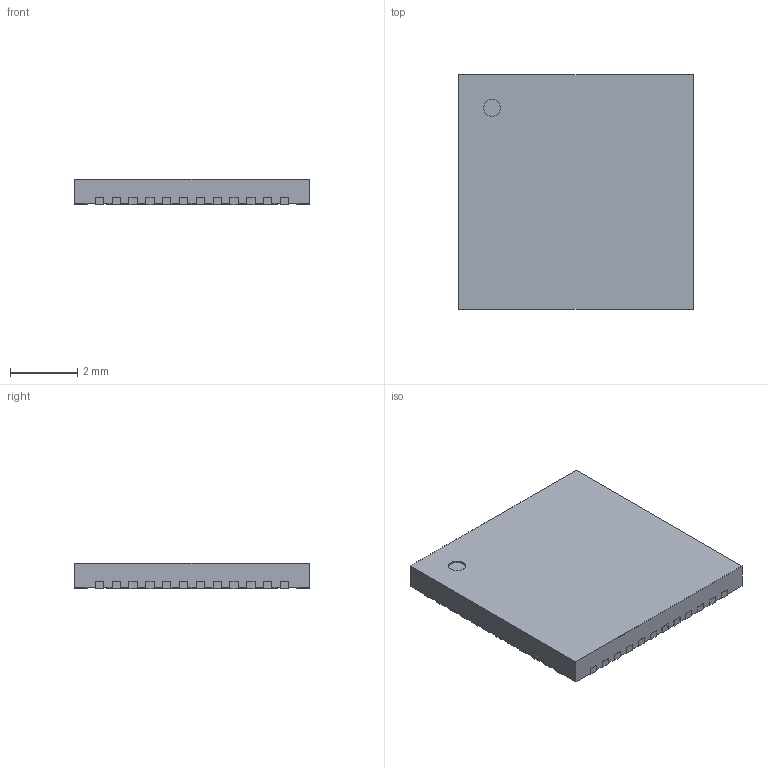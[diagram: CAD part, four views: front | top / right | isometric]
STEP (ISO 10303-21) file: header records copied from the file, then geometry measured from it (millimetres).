
FILE_DESCRIPTION(/* description */ ('model of TQFN-48-1EP_7x7mm_P0.5mm_EP5.1x5.1mm'),/* implementation_level */ '2;1');
FILE_NAME(/* name */ 'TQFN-48-1EP_7x7mm_P0.5mm_EP5.1x5.1mm.step',/* time_stamp */ '2024-03-08T23:27:41',/* author */ ('KiCAD','kicad'),/* organization */ ('OCCT'),/* preprocessor_version */ '',/* originating_system */ 'KiCAD',/* authorisation */ '');
FILE_SCHEMA(('AUTOMOTIVE_DESIGN { 1 0 10303 214 1 1 1 1 }'));
Length unit declared in the file: millimetre
Products named in the file (1): TQFN-48-1EP_7x7mm_P0.5mm_EP5.1x5.1mm
Bounding box: 7 x 7 x 0.75 mm (x, y, z)
Volume: 36.2 mm3; surface area: 119.9 mm2
Topology: 1 solids, 1 shells, 302 faces, 894 edges, 596 vertices
Faces by surface type: plane 253, cylinder 49
Full cylindrical faces by diameter (mm): 0.5 x1
Entity records: 12708 total; most frequent: CARTESIAN_POINT 1793, ORIENTED_EDGE 1788, DIRECTION 1598, EDGE_CURVE 894, LINE 796, VECTOR 796, VERTEX_POINT 596, AXIS2_PLACEMENT_3D 401
